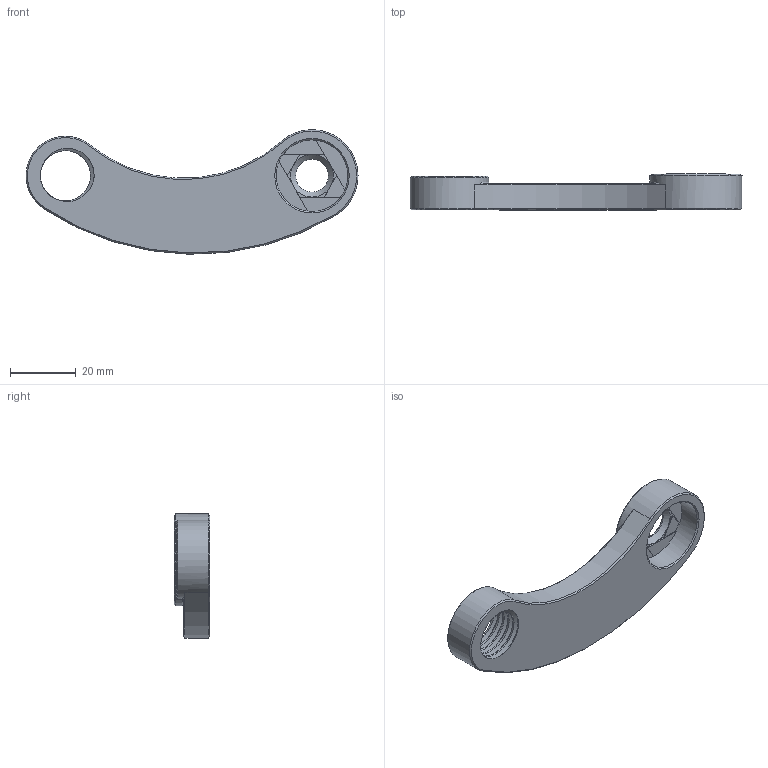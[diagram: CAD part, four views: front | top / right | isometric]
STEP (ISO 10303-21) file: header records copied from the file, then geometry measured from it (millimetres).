
FILE_DESCRIPTION(/* description */ (''),/* implementation_level */ '2;1');
FILE_NAME(/* name */ 'right outer arm.step',/* time_stamp */ '2025-08-26T19:08:18-04:00',/* author */ (''),/* organization */ (''),/* preprocessor_version */ 'ST-DEVELOPER v20.1',/* originating_system */ 'Autodesk Translation Framework v14.10.0.0',/* authorisation */ '');
FILE_SCHEMA (('AUTOMOTIVE_DESIGN { 1 0 10303 214 3 1 1 }'));
Length unit declared in the file: millimetre
Products named in the file (2): right outer arm; arm
Assembly tree (1 placements, depth 2):
  right outer arm
    arm
Bounding box: 101 x 10.9 x 37.89 mm (x, y, z)
Volume: 17244.5 mm3; surface area: 8008.4 mm2
Topology: 1 solids, 1 shells, 56 faces, 149 edges, 96 vertices
Faces by surface type: plane 23, cylinder 19, cone 12, bspline 2
Full cylindrical faces by diameter (mm): 10 x1, 13.85 x1, 15.311 x4, 17.462 x4, 21.85 x1, 24 x1, 28 x1
Entity records: 3308 total; most frequent: CARTESIAN_POINT 1895, ORIENTED_EDGE 298, DIRECTION 271, EDGE_CURVE 149, AXIS2_PLACEMENT_3D 104, VERTEX_POINT 96, LINE 63, VECTOR 63
